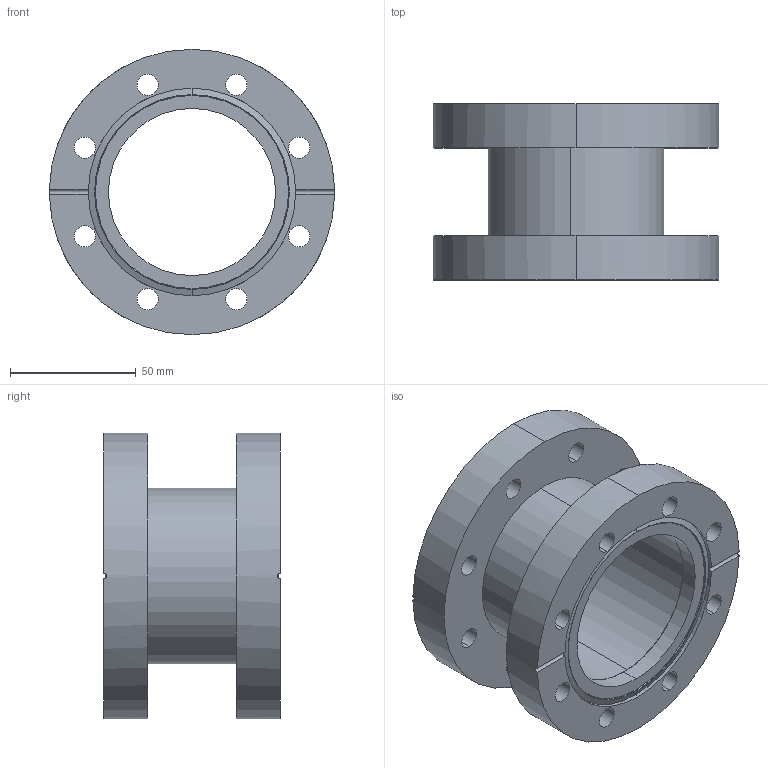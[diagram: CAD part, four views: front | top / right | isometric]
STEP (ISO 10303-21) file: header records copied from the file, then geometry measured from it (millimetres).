
FILE_DESCRIPTION (( 'STEP AP214' ), '1' );
FILE_NAME ('413-CFX2F-63-70.STEP', '2020-10-23T10:32:06', ( '' ), ( '' ), 'SwSTEP 2.0', 'SolidWorks 2017', '' );
FILE_SCHEMA (( 'AUTOMOTIVE_DESIGN' ));
Length unit declared in the file: millimetre
Products named in the file (3): 880-TUBE70X1.5_sonder L=53,8; 411-CFX-X_411-CF63-70; 413-CFX2F-63-70
Assembly tree (3 placements, depth 2):
  413-CFX2F-63-70
    411-CFX-X_411-CF63-70  x2
    880-TUBE70X1.5_sonder L=53,8
Bounding box: 113.5 x 70 x 113.5 mm (x, y, z)
Volume: 222250.3 mm3; surface area: 76607.2 mm2
Topology: 3 solids, 3 shells, 84 faces, 212 edges, 136 vertices
Faces by surface type: cylinder 56, plane 12, torus 8, cone 8
Entity records: 1586 total; most frequent: CARTESIAN_POINT 297, DIRECTION 282, ORIENTED_EDGE 224, AXIS2_PLACEMENT_3D 123, EDGE_CURVE 112, CIRCLE 72, VERTEX_POINT 72, EDGE_LOOP 66
